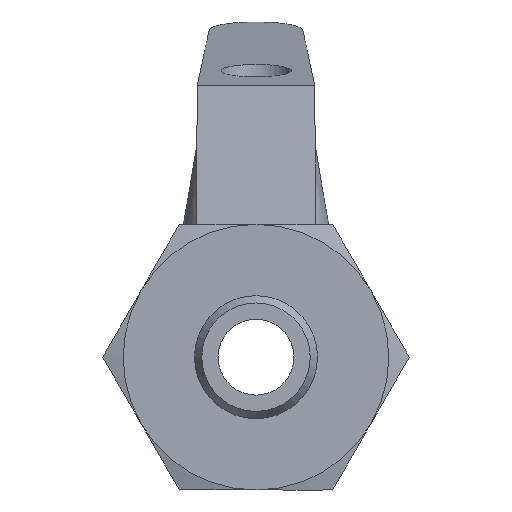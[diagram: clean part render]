
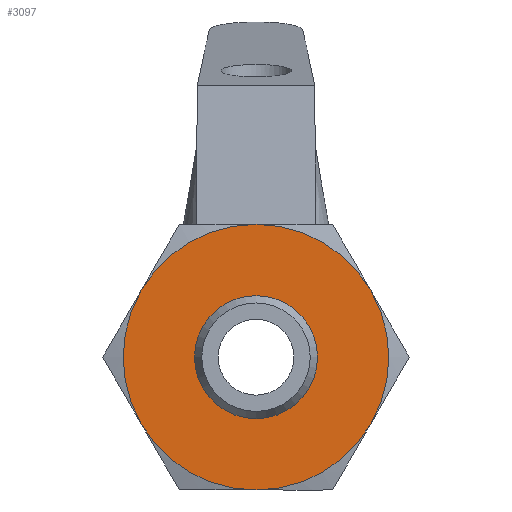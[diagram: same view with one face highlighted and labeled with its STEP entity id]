
A CAD part, left-side view. The second image highlights one B-rep face of the part: STEP entity #3097.
In plain terms, the highlighted planar face has unit normal (-1, 0, 0).
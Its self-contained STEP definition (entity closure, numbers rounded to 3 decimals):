
#1602=ORIENTED_EDGE('',*,*,#1987,.F.);
#1603=ORIENTED_EDGE('',*,*,#1989,.F.);
#1604=ORIENTED_EDGE('',*,*,#1990,.F.);
#1605=ORIENTED_EDGE('',*,*,#1991,.F.);
#1606=ORIENTED_EDGE('',*,*,#1992,.F.);
#1607=ORIENTED_EDGE('',*,*,#1993,.F.);
#1608=ORIENTED_EDGE('',*,*,#1994,.T.);
#1856=CIRCLE('',#2937,10.5);
#1857=CIRCLE('',#2940,10.5);
#1858=CIRCLE('',#2941,10.5);
#1859=CIRCLE('',#2942,10.5);
#1860=CIRCLE('',#2943,10.5);
#1861=CIRCLE('',#2944,10.5);
#1862=CIRCLE('',#2945,4.864);
#1890=VERTEX_POINT('',#2640);
#1894=VERTEX_POINT('',#2650);
#1895=VERTEX_POINT('',#2654);
#1896=VERTEX_POINT('',#2656);
#1897=VERTEX_POINT('',#2658);
#1898=VERTEX_POINT('',#2660);
#1899=VERTEX_POINT('',#2663);
#1987=EDGE_CURVE('',#1890,#1894,#1856,.T.);
#1989=EDGE_CURVE('',#1895,#1890,#1857,.T.);
#1990=EDGE_CURVE('',#1896,#1895,#1858,.T.);
#1991=EDGE_CURVE('',#1897,#1896,#1859,.T.);
#1992=EDGE_CURVE('',#1898,#1897,#1860,.T.);
#1993=EDGE_CURVE('',#1894,#1898,#1861,.T.);
#1994=EDGE_CURVE('',#1899,#1899,#1862,.T.);
#2111=EDGE_LOOP('',(#1602,#1603,#1604,#1605,#1606,#1607));
#2112=EDGE_LOOP('',(#1608));
#2199=FACE_BOUND('',#2111,.T.);
#2200=FACE_BOUND('',#2112,.T.);
#2316=DIRECTION('',(1.,0.,0.));
#2317=DIRECTION('',(0.,0.,10.5));
#2320=DIRECTION('',(-1.,0.,0.));
#2321=DIRECTION('',(0.,1.,0.));
#2322=DIRECTION('',(1.,0.,0.));
#2323=DIRECTION('',(0.,0.,10.5));
#2324=DIRECTION('',(1.,0.,0.));
#2325=DIRECTION('',(0.,0.,10.5));
#2326=DIRECTION('',(1.,0.,0.));
#2327=DIRECTION('',(0.,0.,10.5));
#2328=DIRECTION('',(1.,0.,0.));
#2329=DIRECTION('',(0.,0.,10.5));
#2330=DIRECTION('',(1.,0.,0.));
#2331=DIRECTION('',(0.,0.,10.5));
#2332=DIRECTION('',(1.,0.,0.));
#2333=DIRECTION('',(0.,4.864,0.));
#2640=CARTESIAN_POINT('',(32.641,31.579,-9.093));
#2650=CARTESIAN_POINT('',(32.641,36.829,0.));
#2651=CARTESIAN_POINT('',(32.641,26.329,0.));
#2653=CARTESIAN_POINT('',(32.641,31.579,-9.093));
#2654=CARTESIAN_POINT('',(32.641,21.079,-9.093));
#2655=CARTESIAN_POINT('',(32.641,26.329,0.));
#2656=CARTESIAN_POINT('',(32.641,15.829,0.));
#2657=CARTESIAN_POINT('',(32.641,26.329,0.));
#2658=CARTESIAN_POINT('',(32.641,21.079,9.093));
#2659=CARTESIAN_POINT('',(32.641,26.329,0.));
#2660=CARTESIAN_POINT('',(32.641,31.579,9.093));
#2661=CARTESIAN_POINT('',(32.641,26.329,0.));
#2662=CARTESIAN_POINT('',(32.641,26.329,0.));
#2663=CARTESIAN_POINT('',(32.641,31.193,0.));
#2664=CARTESIAN_POINT('',(32.641,26.329,0.));
#2937=AXIS2_PLACEMENT_3D('',#2651,#2316,#2317);
#2939=AXIS2_PLACEMENT_3D('',#2653,#2320,#2321);
#2940=AXIS2_PLACEMENT_3D('',#2655,#2322,#2323);
#2941=AXIS2_PLACEMENT_3D('',#2657,#2324,#2325);
#2942=AXIS2_PLACEMENT_3D('',#2659,#2326,#2327);
#2943=AXIS2_PLACEMENT_3D('',#2661,#2328,#2329);
#2944=AXIS2_PLACEMENT_3D('',#2662,#2330,#2331);
#2945=AXIS2_PLACEMENT_3D('',#2664,#2332,#2333);
#3056=PLANE('',#2939);
#3097=ADVANCED_FACE('',(#2199,#2200),#3056,.T.);
